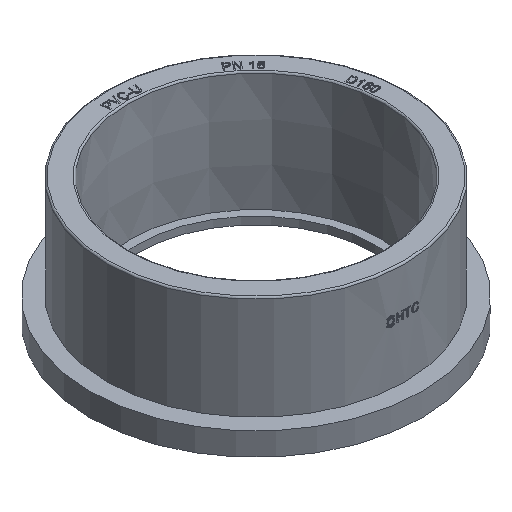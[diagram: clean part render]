
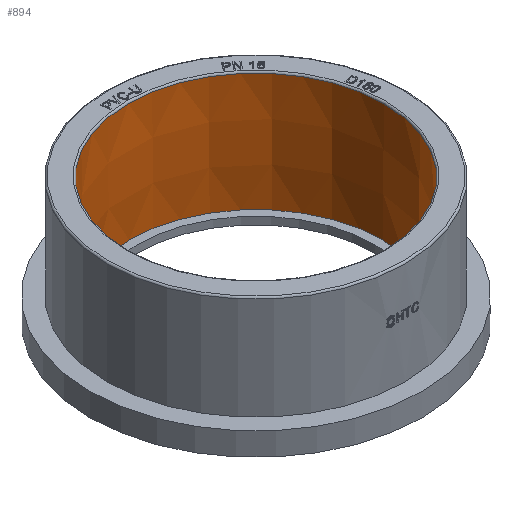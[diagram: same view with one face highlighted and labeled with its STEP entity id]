
A CAD part, isometric view. The second image highlights one B-rep face of the part: STEP entity #894.
In plain terms, the highlighted conical face has half-angle 0.42 degrees and reference radius 79.9 mm.
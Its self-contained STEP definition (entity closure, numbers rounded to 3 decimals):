
#860=CONICAL_SURFACE('',#4227,79.9,0.42);
#894=ADVANCED_FACE('',(#1318,#1319),#860,.F.);
#1241=CIRCLE('',#4224,79.9);
#1242=CIRCLE('',#4226,80.443);
#1318=FACE_BOUND('',#1407,.T.);
#1319=FACE_BOUND('',#1408,.T.);
#1407=EDGE_LOOP('',(#1826));
#1408=EDGE_LOOP('',(#1827));
#1826=ORIENTED_EDGE('',*,*,#3343,.T.);
#1827=ORIENTED_EDGE('',*,*,#3342,.T.);
#2950=VERTEX_POINT('',#6075);
#2951=VERTEX_POINT('',#6078);
#3342=EDGE_CURVE('',#2950,#2950,#1241,.T.);
#3343=EDGE_CURVE('',#2951,#2951,#1242,.T.);
#4224=AXIS2_PLACEMENT_3D('',#6074,#4478,#4479);
#4226=AXIS2_PLACEMENT_3D('',#6077,#4482,#4483);
#4227=AXIS2_PLACEMENT_3D('',#6079,#4484,#4485);
#4478=DIRECTION('',(0.,0.,-1.));
#4479=DIRECTION('',(1.,0.,0.));
#4482=DIRECTION('',(0.,0.,1.));
#4483=DIRECTION('',(-1.,0.,0.));
#4484=DIRECTION('',(0.,0.,1.));
#4485=DIRECTION('',(1.,0.,0.));
#6074=CARTESIAN_POINT('',(1514.,0.,-9.7));
#6075=CARTESIAN_POINT('',(1593.9,0.,-9.7));
#6077=CARTESIAN_POINT('',(1514.,0.,64.307));
#6078=CARTESIAN_POINT('',(1433.557,0.,64.307));
#6079=CARTESIAN_POINT('',(1514.,0.,-9.7));
